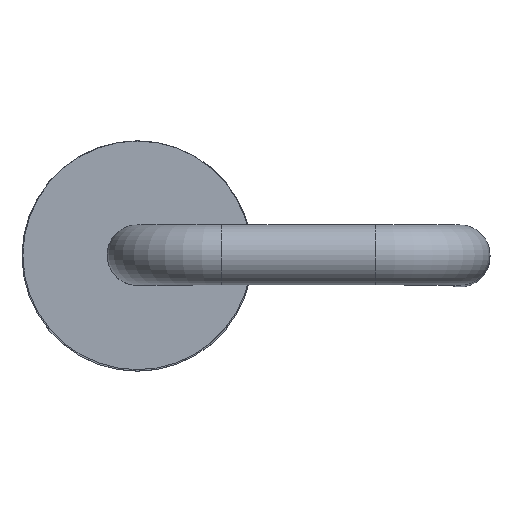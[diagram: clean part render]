
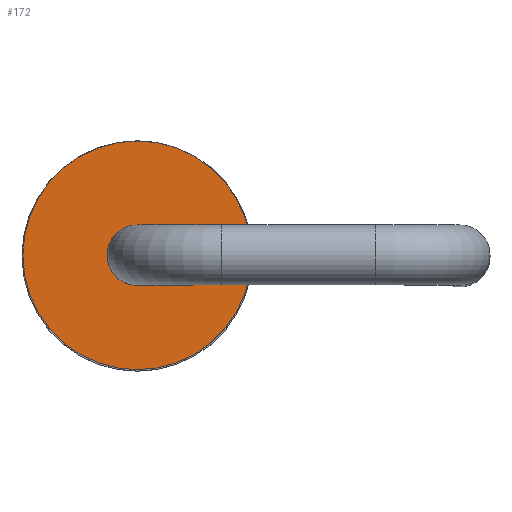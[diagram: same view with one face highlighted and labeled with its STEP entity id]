
A CAD part, top view. The second image highlights one B-rep face of the part: STEP entity #172.
In plain terms, the highlighted planar face has unit normal (0, 0, 1).
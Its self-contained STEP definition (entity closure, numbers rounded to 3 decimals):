
#26=PLANE('',#209);
#36=FACE_OUTER_BOUND('',#52,.T.);
#52=EDGE_LOOP('',(#132));
#78=CIRCLE('',#207,1.35);
#92=VERTEX_POINT('',#309);
#105=EDGE_CURVE('',#92,#92,#78,.T.);
#132=ORIENTED_EDGE('',*,*,#105,.T.);
#172=ADVANCED_FACE('',(#36),#26,.T.);
#207=AXIS2_PLACEMENT_3D('',#310,#246,#247);
#209=AXIS2_PLACEMENT_3D('',#314,#251,#252);
#246=DIRECTION('center_axis',(0.,0.,1.));
#247=DIRECTION('ref_axis',(-1.,0.,0.));
#251=DIRECTION('center_axis',(0.,0.,1.));
#252=DIRECTION('ref_axis',(-1.,0.,0.));
#309=CARTESIAN_POINT('',(1.35,0.,10.2));
#310=CARTESIAN_POINT('Origin',(0.,0.,10.2));
#314=CARTESIAN_POINT('Origin',(0.,0.,10.2));
